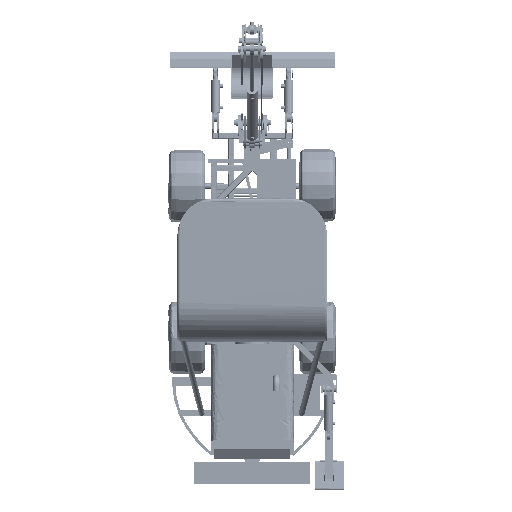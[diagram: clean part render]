
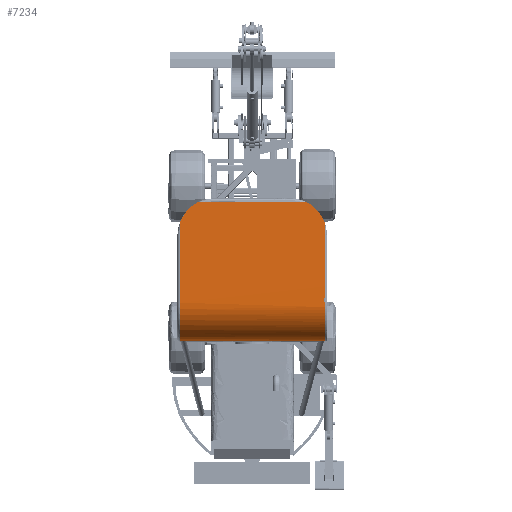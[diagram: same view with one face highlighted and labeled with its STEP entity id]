
A CAD part, top view. The second image highlights one B-rep face of the part: STEP entity #7234.
In plain terms, the highlighted free-form (B-spline) face has degree [2, 1] with [5, 2] control points.
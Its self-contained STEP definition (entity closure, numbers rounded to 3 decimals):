
#889=(
BOUNDED_SURFACE()
B_SPLINE_SURFACE(2,1,((#55043,#55044),(#55045,#55046),(#55047,#55048),(#55049,
#55050),(#55051,#55052)),.UNSPECIFIED.,.F.,.F.,.F.)
B_SPLINE_SURFACE_WITH_KNOTS((3,2,3),(2,2),(-2220.725,-1535.478,
-1111.363),(0.,1089.),.UNSPECIFIED.)
GEOMETRIC_REPRESENTATION_ITEM()
RATIONAL_B_SPLINE_SURFACE(((1.,1.),(1.,1.),(1.,1.),(0.707,0.707),
(1.,1.)))
REPRESENTATION_ITEM('')
SURFACE()
);
#2834=(
BOUNDED_CURVE()
B_SPLINE_CURVE(2,(#54971,#54972,#54973,#54974,#54975),.UNSPECIFIED.,.F.,
.F.)
B_SPLINE_CURVE_WITH_KNOTS((3,2,3),(1111.363,1535.478,2071.908),
.UNSPECIFIED.)
CURVE()
GEOMETRIC_REPRESENTATION_ITEM()
RATIONAL_B_SPLINE_CURVE((1.,0.707,1.,1.,1.))
REPRESENTATION_ITEM('')
);
#2835=(
BOUNDED_CURVE()
B_SPLINE_CURVE(2,(#54978,#54979,#54980,#54981,#54982),.UNSPECIFIED.,.F.,
.F.)
B_SPLINE_CURVE_WITH_KNOTS((3,2,3),(1111.363,1535.478,2076.913),
.UNSPECIFIED.)
CURVE()
GEOMETRIC_REPRESENTATION_ITEM()
RATIONAL_B_SPLINE_CURVE((1.,0.707,1.,1.,1.))
REPRESENTATION_ITEM('')
);
#2836=(
BOUNDED_CURVE()
B_SPLINE_CURVE(2,(#54993,#54994,#54995),.UNSPECIFIED.,.F.,.F.)
B_SPLINE_CURVE_WITH_KNOTS((3,3),(0.,212.725),.UNSPECIFIED.)
CURVE()
GEOMETRIC_REPRESENTATION_ITEM()
RATIONAL_B_SPLINE_CURVE((1.,0.923,1.))
REPRESENTATION_ITEM('')
);
#2839=(
BOUNDED_CURVE()
B_SPLINE_CURVE(2,(#55016,#55017,#55018),.UNSPECIFIED.,.F.,.F.)
B_SPLINE_CURVE_WITH_KNOTS((3,3),(0.,207.296),.UNSPECIFIED.)
CURVE()
GEOMETRIC_REPRESENTATION_ITEM()
RATIONAL_B_SPLINE_CURVE((1.,0.927,1.))
REPRESENTATION_ITEM('')
);
#7234=ADVANCED_FACE('',(#10704),#889,.T.);
#10704=FACE_OUTER_BOUND('',#14232,.T.);
#14232=EDGE_LOOP('',(#19302,#19303,#19304,#19305,#19306,#19307));
#19302=ORIENTED_EDGE('',*,*,#33410,.T.);
#19303=ORIENTED_EDGE('',*,*,#33406,.F.);
#19304=ORIENTED_EDGE('',*,*,#33403,.F.);
#19305=ORIENTED_EDGE('',*,*,#33396,.F.);
#19306=ORIENTED_EDGE('',*,*,#33400,.T.);
#19307=ORIENTED_EDGE('',*,*,#33398,.T.);
#33396=EDGE_CURVE('',#40596,#40601,#2834,.T.);
#33398=EDGE_CURVE('',#40598,#40604,#2835,.T.);
#33400=EDGE_CURVE('',#40596,#40598,#126782,.T.);
#33403=EDGE_CURVE('',#40601,#40602,#2836,.T.);
#33406=EDGE_CURVE('',#40602,#40606,#126786,.T.);
#33410=EDGE_CURVE('',#40604,#40606,#2839,.T.);
#40596=VERTEX_POINT('',#55079);
#40598=VERTEX_POINT('',#55081);
#40601=VERTEX_POINT('',#55084);
#40602=VERTEX_POINT('',#55085);
#40604=VERTEX_POINT('',#55087);
#40606=VERTEX_POINT('',#55089);
#54971=CARTESIAN_POINT('',(-569.879,-3352.,233.));
#54972=CARTESIAN_POINT('',(-569.879,-3352.,504.));
#54973=CARTESIAN_POINT('',(-569.879,-3081.,504.));
#54974=CARTESIAN_POINT('',(-569.879,-2810.534,504.));
#54975=CARTESIAN_POINT('',(-569.879,-2540.067,504.));
#54978=CARTESIAN_POINT('',(430.798,-3352.,233.));
#54979=CARTESIAN_POINT('',(430.798,-3352.,504.));
#54980=CARTESIAN_POINT('',(430.798,-3081.,504.));
#54981=CARTESIAN_POINT('',(430.798,-2808.01,504.));
#54982=CARTESIAN_POINT('',(430.798,-2535.02,504.));
#54985=CARTESIAN_POINT('',(-569.879,-3352.,233.));
#54986=CARTESIAN_POINT('',(430.798,-3352.,233.));
#54993=CARTESIAN_POINT('',(-569.879,-2540.067,504.));
#54994=CARTESIAN_POINT('',(-532.857,-2435.324,504.));
#54995=CARTESIAN_POINT('',(-438.519,-2390.,504.));
#55003=CARTESIAN_POINT('',(-438.519,-2390.,504.));
#55004=CARTESIAN_POINT('',(301.276,-2390.,504.));
#55016=CARTESIAN_POINT('',(430.798,-2535.02,504.));
#55017=CARTESIAN_POINT('',(392.949,-2434.044,504.));
#55018=CARTESIAN_POINT('',(301.276,-2390.,504.));
#55043=CARTESIAN_POINT('',(-569.879,-2390.,504.));
#55044=CARTESIAN_POINT('',(430.798,-2390.,504.));
#55045=CARTESIAN_POINT('',(-569.879,-2735.5,504.));
#55046=CARTESIAN_POINT('',(430.798,-2735.5,504.));
#55047=CARTESIAN_POINT('',(-569.879,-3081.,504.));
#55048=CARTESIAN_POINT('',(430.798,-3081.,504.));
#55049=CARTESIAN_POINT('',(-569.879,-3352.,504.));
#55050=CARTESIAN_POINT('',(430.798,-3352.,504.));
#55051=CARTESIAN_POINT('',(-569.879,-3352.,233.));
#55052=CARTESIAN_POINT('',(430.798,-3352.,233.));
#55079=CARTESIAN_POINT('',(-569.879,-3352.,233.));
#55081=CARTESIAN_POINT('',(430.798,-3352.,233.));
#55084=CARTESIAN_POINT('',(-569.879,-2540.067,504.));
#55085=CARTESIAN_POINT('',(-438.519,-2390.,504.));
#55087=CARTESIAN_POINT('',(430.798,-2535.02,504.));
#55089=CARTESIAN_POINT('',(301.276,-2390.,504.));
#126782=B_SPLINE_CURVE_WITH_KNOTS('',1,(#54985,#54986),.UNSPECIFIED.,.F.,
.F.,(2,2),(0.,1089.),.UNSPECIFIED.);
#126786=B_SPLINE_CURVE_WITH_KNOTS('',1,(#55003,#55004),.UNSPECIFIED.,.F.,
.F.,(2,2),(142.954,948.046),.UNSPECIFIED.);
